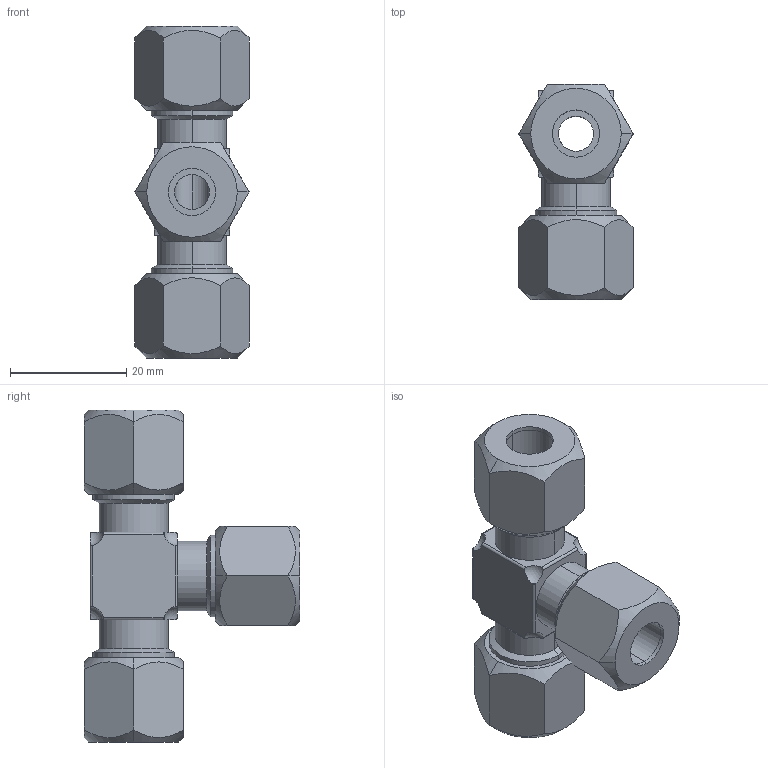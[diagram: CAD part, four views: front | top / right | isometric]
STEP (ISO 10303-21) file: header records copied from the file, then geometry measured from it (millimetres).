
FILE_DESCRIPTION (( 'STEP AP203' ), '1' );
FILE_NAME ('11-1324-03_outokumpu.step', '2015-08-10T09:21:22', ( '' ), ( '' ), 'SwSTEP 2.0', 'SolidWorks 2008', '' );
FILE_SCHEMA (( 'CONFIG_CONTROL_DESIGN' ));
Length unit declared in the file: millimetre
Products named in the file (4): 11-1324-03_outokumpu; nipple-13-666-320_outokumpu_nipple-13-666-320_outokumpu; nut-13-222-003_outokumpu_nut-13-222-003_outokumpu; bite-ring-13-111-003_outokumpu_bite-ring-13-111-003_outokumpu
Assembly tree (7 placements, depth 2):
  11-1324-03_outokumpu
    nut-13-222-003_outokumpu_nut-13-222-003_outokumpu  x3
    bite-ring-13-111-003_outokumpu_bite-ring-13-111-003_outokumpu  x3
    nipple-13-666-320_outokumpu_nipple-13-666-320_outokumpu
Bounding box: 19.63 x 37 x 57 mm (x, y, z)
Volume: 11096.6 mm3; surface area: 10616.8 mm2
Topology: 7 solids, 7 shells, 162 faces, 363 edges, 220 vertices
Faces by surface type: cylinder 64, cone 48, plane 42, sphere 8
Entity records: 3633 total; most frequent: CARTESIAN_POINT 771, DIRECTION 523, ORIENTED_EDGE 470, EDGE_CURVE 235, AXIS2_PLACEMENT_3D 216, VERTEX_POINT 144, EDGE_LOOP 115, CIRCLE 104
